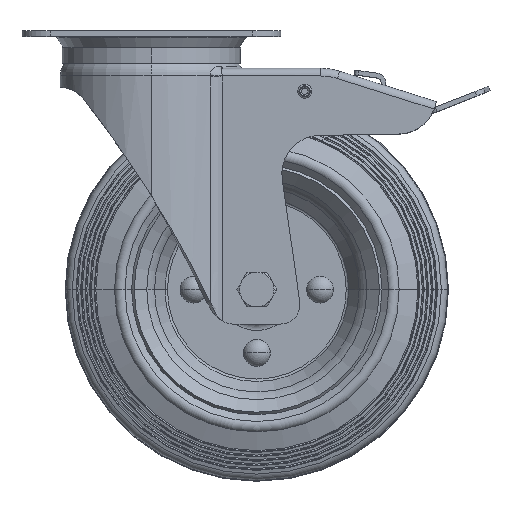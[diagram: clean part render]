
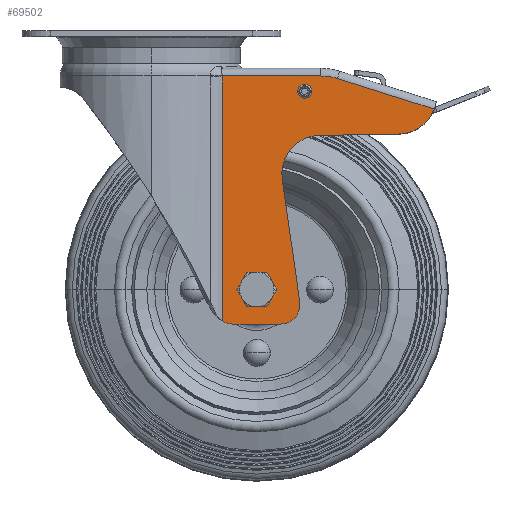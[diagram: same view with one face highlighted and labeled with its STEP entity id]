
A CAD part, top view. The second image highlights one B-rep face of the part: STEP entity #69502.
In plain terms, the highlighted planar face has unit normal (0, 0, 1).
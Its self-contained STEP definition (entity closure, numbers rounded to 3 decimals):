
#603 = EDGE_CURVE ( 'NONE', #32449, #31289, #20763, .T. ) ;
#954 = AXIS2_PLACEMENT_3D ( 'NONE', #46998, #69246, #63801 ) ;
#1211 = FACE_BOUND ( 'NONE', #8569, .T. ) ;
#2400 = ORIENTED_EDGE ( 'NONE', *, *, #49033, .F. ) ;
#4262 = ORIENTED_EDGE ( 'NONE', *, *, #58772, .F. ) ;
#4385 = B_SPLINE_CURVE_WITH_KNOTS ( 'NONE', 3,
 ( #17037, #5483, #27952, #71853 ),
 .UNSPECIFIED., .F., .F.,
 ( 4, 4 ),
 ( 0., 1. ),
 .UNSPECIFIED. ) ;
#5091 = AXIS2_PLACEMENT_3D ( 'NONE', #11416, #22306, #32802 ) ;
#5479 = EDGE_LOOP ( 'NONE', ( #26544, #63582, #69872, #68789, #23847, #31551, #44831, #14332, #12427, #2400, #4262 ) ) ;
#5483 = CARTESIAN_POINT ( 'NONE',  ( 37.016, -66.186, 34. ) ) ;
#7072 = CARTESIAN_POINT ( 'NONE',  ( 67.505, -153., 34. ) ) ;
#7823 = VERTEX_POINT ( 'NONE', #61023 ) ;
#8361 = VERTEX_POINT ( 'NONE', #68018 ) ;
#8569 = EDGE_LOOP ( 'NONE', ( #12602, #55924 ) ) ;
#9930 = CARTESIAN_POINT ( 'NONE',  ( 68.25, -77.425, 34. ) ) ;
#10091 = AXIS2_PLACEMENT_3D ( 'NONE', #24377, #57708, #38571 ) ;
#10344 = CARTESIAN_POINT ( 'NONE',  ( 42.505, -143., 34. ) ) ;
#10730 = CARTESIAN_POINT ( 'NONE',  ( 96.991, -24.942, 34. ) ) ;
#11049 = AXIS2_PLACEMENT_3D ( 'NONE', #50273, #11514, #61925 ) ;
#11099 = CARTESIAN_POINT ( 'NONE',  ( 77.405, -141.588, 34. ) ) ;
#11255 = VERTEX_POINT ( 'NONE', #36510 ) ;
#11416 = CARTESIAN_POINT ( 'NONE',  ( 128.734, -33.902, 34. ) ) ;
#11514 = DIRECTION ( 'NONE',  ( 0., 0., 1. ) ) ;
#11697 = CARTESIAN_POINT ( 'NONE',  ( 147.483, -40.862, 34. ) ) ;
#12427 = ORIENTED_EDGE ( 'NONE', *, *, #66619, .T. ) ;
#12602 = ORIENTED_EDGE ( 'NONE', *, *, #70286, .F. ) ;
#12826 = DIRECTION ( 'NONE',  ( 0., 0., -1. ) ) ;
#13817 = EDGE_CURVE ( 'NONE', #65011, #20369, #64470, .T. ) ;
#14113 = DIRECTION ( 'NONE',  ( -1., -0.017, 0. ) ) ;
#14332 = ORIENTED_EDGE ( 'NONE', *, *, #54736, .T. ) ;
#14511 = VERTEX_POINT ( 'NONE', #25219 ) ;
#14688 = DIRECTION ( 'NONE',  ( 0., 0., 1. ) ) ;
#16671 = CIRCLE ( 'NONE', #57211, 6.1 ) ;
#17037 = CARTESIAN_POINT ( 'NONE',  ( 37.015, -23.6, 34. ) ) ;
#17398 = VECTOR ( 'NONE', #48729, 1000. ) ;
#18539 = CARTESIAN_POINT ( 'NONE',  ( 68.25, -77.425, 34. ) ) ;
#18969 = FACE_OUTER_BOUND ( 'NONE', #5479, .T. ) ;
#19585 = EDGE_CURVE ( 'NONE', #20369, #8361, #51363, .T. ) ;
#20369 = VERTEX_POINT ( 'NONE', #11697 ) ;
#20763 = LINE ( 'NONE', #9930, #39434 ) ;
#21497 = CARTESIAN_POINT ( 'NONE',  ( 37.015, -23.6, 34. ) ) ;
#21856 = CIRCLE ( 'NONE', #954, 20. ) ;
#21896 = CARTESIAN_POINT ( 'NONE',  ( 96.991, -24.942, 34. ) ) ;
#22192 = DIRECTION ( 'NONE',  ( 0., 0., 1. ) ) ;
#22306 = DIRECTION ( 'NONE',  ( 0., 0., -1. ) ) ;
#22772 = CIRCLE ( 'NONE', #10091, 2.6 ) ;
#23192 = VERTEX_POINT ( 'NONE', #64066 ) ;
#23780 = CIRCLE ( 'NONE', #11049, 2.6 ) ;
#23847 = ORIENTED_EDGE ( 'NONE', *, *, #19585, .F. ) ;
#23998 = CARTESIAN_POINT ( 'NONE',  ( 55.005, -153., 34. ) ) ;
#24377 = CARTESIAN_POINT ( 'NONE',  ( 80., -31.6, 34. ) ) ;
#25219 = CARTESIAN_POINT ( 'NONE',  ( 77.4, -31.6, 34. ) ) ;
#26247 = CARTESIAN_POINT ( 'NONE',  ( 0., -169.6, 34. ) ) ;
#26544 = ORIENTED_EDGE ( 'NONE', *, *, #55969, .F. ) ;
#27178 = EDGE_CURVE ( 'NONE', #7823, #32449, #21856, .T. ) ;
#27952 = CARTESIAN_POINT ( 'NONE',  ( 37.016, -108.773, 34. ) ) ;
#30389 = CARTESIAN_POINT ( 'NONE',  ( 82.6, -31.6, 34. ) ) ;
#30854 = CARTESIAN_POINT ( 'NONE',  ( 88.271, -52.6, 34. ) ) ;
#31160 = CIRCLE ( 'NONE', #43802, 6.1 ) ;
#31289 = VERTEX_POINT ( 'NONE', #11099 ) ;
#31491 = ORIENTED_EDGE ( 'NONE', *, *, #35749, .F. ) ;
#31551 = ORIENTED_EDGE ( 'NONE', *, *, #13817, .F. ) ;
#31576 = DIRECTION ( 'NONE',  ( 0., 1., 0. ) ) ;
#32039 = DIRECTION ( 'NONE',  ( 0., 0., 1. ) ) ;
#32449 = VERTEX_POINT ( 'NONE', #18539 ) ;
#32802 = DIRECTION ( 'NONE',  ( 0.937, -0.348, 0. ) ) ;
#32841 = EDGE_LOOP ( 'NONE', ( #47697, #31491 ) ) ;
#33773 = AXIS2_PLACEMENT_3D ( 'NONE', #30854, #36961, #31576 ) ;
#35450 = EDGE_CURVE ( 'NONE', #8361, #7823, #42317, .T. ) ;
#35749 = EDGE_CURVE ( 'NONE', #57139, #14511, #22772, .T. ) ;
#36510 = CARTESIAN_POINT ( 'NONE',  ( 37.017, -151.359, 34. ) ) ;
#36961 = DIRECTION ( 'NONE',  ( 0., 0., -1. ) ) ;
#37423 = DIRECTION ( 'NONE',  ( 1., 0., 0. ) ) ;
#38138 = AXIS2_PLACEMENT_3D ( 'NONE', #62514, #12826, #58123 ) ;
#38165 = DIRECTION ( 'NONE',  ( 0., -1., 0. ) ) ;
#38571 = DIRECTION ( 'NONE',  ( 1., 0., 0. ) ) ;
#39434 = VECTOR ( 'NONE', #59572, 1000. ) ;
#39484 = CARTESIAN_POINT ( 'NONE',  ( 55., -135., 34. ) ) ;
#40213 = DIRECTION ( 'NONE',  ( -1., 0., 0. ) ) ;
#40606 = CIRCLE ( 'NONE', #38138, 10. ) ;
#40664 = FACE_BOUND ( 'NONE', #32841, .T. ) ;
#42317 = LINE ( 'NONE', #64549, #48079 ) ;
#42908 = DIRECTION ( 'NONE',  ( 0., 0., -1. ) ) ;
#43353 = CARTESIAN_POINT ( 'NONE',  ( 42.505, -153., 34. ) ) ;
#43802 = AXIS2_PLACEMENT_3D ( 'NONE', #39484, #22192, #54808 ) ;
#44831 = ORIENTED_EDGE ( 'NONE', *, *, #61319, .F. ) ;
#45499 = CARTESIAN_POINT ( 'NONE',  ( 88.271, -23.6, 34. ) ) ;
#46312 = VERTEX_POINT ( 'NONE', #21497 ) ;
#46478 = PLANE ( 'NONE',  #55962 ) ;
#46881 = CARTESIAN_POINT ( 'NONE',  ( 55., -135., 34. ) ) ;
#46998 = CARTESIAN_POINT ( 'NONE',  ( 88.05, -74.6, 34. ) ) ;
#47697 = ORIENTED_EDGE ( 'NONE', *, *, #64042, .F. ) ;
#48079 = VECTOR ( 'NONE', #14113, 1000. ) ;
#48729 = DIRECTION ( 'NONE',  ( 0.954, -0.301, 0. ) ) ;
#49033 = EDGE_CURVE ( 'NONE', #56576, #11255, #64206, .T. ) ;
#49499 = VECTOR ( 'NONE', #62996, 1000. ) ;
#50273 = CARTESIAN_POINT ( 'NONE',  ( 80., -31.6, 34. ) ) ;
#51363 = CIRCLE ( 'NONE', #5091, 20. ) ;
#54736 = EDGE_CURVE ( 'NONE', #56209, #46312, #56437, .T. ) ;
#54808 = DIRECTION ( 'NONE',  ( 1., 0., 0. ) ) ;
#55150 = EDGE_CURVE ( 'NONE', #59763, #23192, #31160, .T. ) ;
#55924 = ORIENTED_EDGE ( 'NONE', *, *, #55150, .F. ) ;
#55962 = AXIS2_PLACEMENT_3D ( 'NONE', #26247, #32039, #37423 ) ;
#55969 = EDGE_CURVE ( 'NONE', #31289, #60958, #40606, .T. ) ;
#56209 = VERTEX_POINT ( 'NONE', #58405 ) ;
#56437 = LINE ( 'NONE', #45499, #49499 ) ;
#56576 = VERTEX_POINT ( 'NONE', #43353 ) ;
#56622 = LINE ( 'NONE', #23998, #65477 ) ;
#57139 = VERTEX_POINT ( 'NONE', #30389 ) ;
#57211 = AXIS2_PLACEMENT_3D ( 'NONE', #46881, #14688, #59651 ) ;
#57708 = DIRECTION ( 'NONE',  ( 0., 0., 1. ) ) ;
#58123 = DIRECTION ( 'NONE',  ( 0.99, 0.141, 0. ) ) ;
#58405 = CARTESIAN_POINT ( 'NONE',  ( 88.271, -23.6, 34. ) ) ;
#58772 = EDGE_CURVE ( 'NONE', #60958, #56576, #56622, .T. ) ;
#59572 = DIRECTION ( 'NONE',  ( 0.141, -0.99, 0. ) ) ;
#59651 = DIRECTION ( 'NONE',  ( -1., 0., 0. ) ) ;
#59763 = VERTEX_POINT ( 'NONE', #66292 ) ;
#60958 = VERTEX_POINT ( 'NONE', #7072 ) ;
#61023 = CARTESIAN_POINT ( 'NONE',  ( 87.71, -54.603, 34. ) ) ;
#61319 = EDGE_CURVE ( 'NONE', #56209, #65011, #70867, .T. ) ;
#61925 = DIRECTION ( 'NONE',  ( -1., 0., 0. ) ) ;
#62514 = CARTESIAN_POINT ( 'NONE',  ( 67.505, -143., 34. ) ) ;
#62996 = DIRECTION ( 'NONE',  ( -1., 0., 0. ) ) ;
#63582 = ORIENTED_EDGE ( 'NONE', *, *, #603, .F. ) ;
#63801 = DIRECTION ( 'NONE',  ( -0.017, 1., 0. ) ) ;
#64042 = EDGE_CURVE ( 'NONE', #14511, #57139, #23780, .T. ) ;
#64066 = CARTESIAN_POINT ( 'NONE',  ( 48.9, -135., 34. ) ) ;
#64206 = CIRCLE ( 'NONE', #65339, 10. ) ;
#64470 = LINE ( 'NONE', #10730, #17398 ) ;
#64549 = CARTESIAN_POINT ( 'NONE',  ( 129.074, -53.899, 34. ) ) ;
#65011 = VERTEX_POINT ( 'NONE', #21896 ) ;
#65339 = AXIS2_PLACEMENT_3D ( 'NONE', #10344, #42908, #38165 ) ;
#65477 = VECTOR ( 'NONE', #40213, 1000. ) ;
#66292 = CARTESIAN_POINT ( 'NONE',  ( 61.1, -135., 34. ) ) ;
#66619 = EDGE_CURVE ( 'NONE', #46312, #11255, #4385, .T. ) ;
#68018 = CARTESIAN_POINT ( 'NONE',  ( 129.074, -53.899, 34. ) ) ;
#68789 = ORIENTED_EDGE ( 'NONE', *, *, #35450, .F. ) ;
#69246 = DIRECTION ( 'NONE',  ( 0., 0., 1. ) ) ;
#69502 = ADVANCED_FACE ( 'NONE', ( #40664, #1211, #18969 ), #46478, .T. ) ;
#69872 = ORIENTED_EDGE ( 'NONE', *, *, #27178, .F. ) ;
#70286 = EDGE_CURVE ( 'NONE', #23192, #59763, #16671, .T. ) ;
#70867 = CIRCLE ( 'NONE', #33773, 29. ) ;
#71853 = CARTESIAN_POINT ( 'NONE',  ( 37.017, -151.359, 34. ) ) ;
